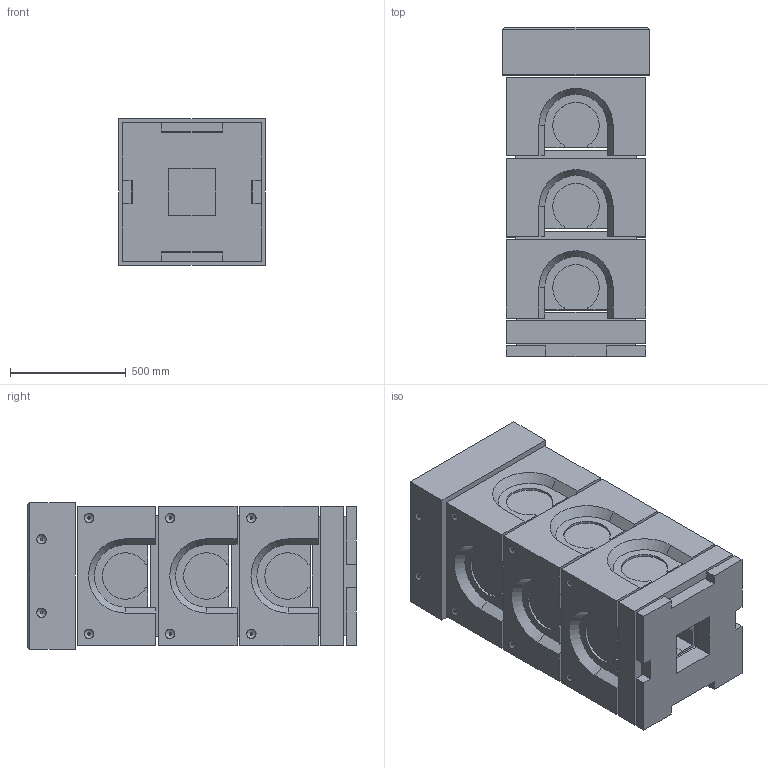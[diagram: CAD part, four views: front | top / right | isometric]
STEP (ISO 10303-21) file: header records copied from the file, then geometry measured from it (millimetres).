
FILE_DESCRIPTION (( 'STEP AP214' ), '1' );
FILE_NAME ('SC-TR.0404.135.ef.STEP', '2020-05-12T08:35:36', ( '' ), ( '' ), 'SwSTEP 2.0', 'SolidWorks 2018', '' );
FILE_SCHEMA (( 'AUTOMOTIVE_DESIGN' ));
Length unit declared in the file: millimetre
Products named in the file (1): SC-TR.0404.135.ef
Bounding box: 633 x 1418.16 x 633 mm (x, y, z)
Surface area: 6538786.3 mm2 (no closed solid volume)
Topology: 0 solids, 67 shells, 394 faces, 2275 edges, 1935 vertices
Faces by surface type: plane 246, cylinder 84, cone 26, bspline 20, torus 18
Full cylindrical faces by diameter (mm): 5.81 x16, 10 x16, 26.5 x4, 35 x4, 40 x12
Entity records: 34141 total; most frequent: CARTESIAN_POINT 13879, ORIENTED_EDGE 2845, DIRECTION 2673, EDGE_CURVE 2157, VERTEX_POINT 1901, LINE 1423, VECTOR 1423, EDGE_LOOP 633
